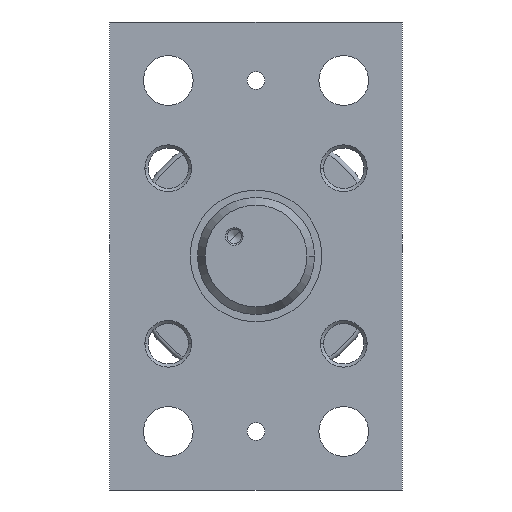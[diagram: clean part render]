
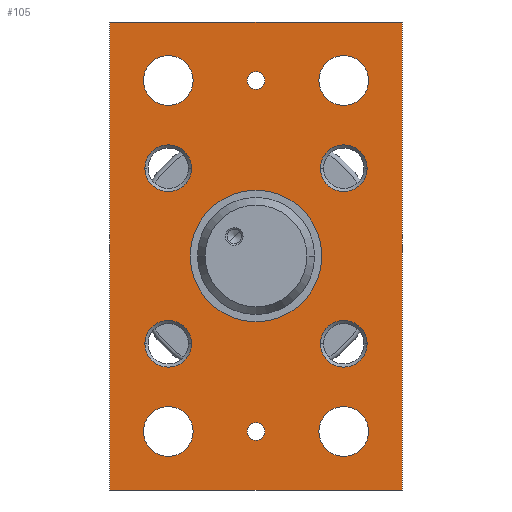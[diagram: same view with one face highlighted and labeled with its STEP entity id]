
A CAD part, left-side view. The second image highlights one B-rep face of the part: STEP entity #105.
In plain terms, the highlighted planar face has unit normal (-1, 0, 0).
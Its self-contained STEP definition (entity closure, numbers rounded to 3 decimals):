
#105=ADVANCED_FACE('',(#270,#271,#272,#273,#274,#275,#276,#277,#278,#279,#280,#281),#282,.F.);
#270=FACE_BOUND('',#485,.T.);
#271=FACE_BOUND('',#486,.T.);
#272=FACE_BOUND('',#487,.T.);
#273=FACE_BOUND('',#488,.T.);
#274=FACE_BOUND('',#489,.T.);
#275=FACE_BOUND('',#490,.T.);
#276=FACE_BOUND('',#491,.T.);
#277=FACE_BOUND('',#492,.T.);
#278=FACE_BOUND('',#493,.T.);
#279=FACE_BOUND('',#494,.T.);
#280=FACE_BOUND('',#495,.T.);
#281=FACE_OUTER_BOUND('',#496,.T.);
#282=PLANE('',#497);
#485=EDGE_LOOP('',(#1010,#1011));
#486=EDGE_LOOP('',(#1012,#1013));
#487=EDGE_LOOP('',(#1014,#1015));
#488=EDGE_LOOP('',(#1016,#1017));
#489=EDGE_LOOP('',(#1018,#1019));
#490=EDGE_LOOP('',(#1020,#1021));
#491=EDGE_LOOP('',(#1022,#1023));
#492=EDGE_LOOP('',(#1024,#1025));
#493=EDGE_LOOP('',(#1026,#1027));
#494=EDGE_LOOP('',(#1028,#1029));
#495=EDGE_LOOP('',(#1030,#1031));
#496=EDGE_LOOP('',(#1032,#1033,#1034,#1035));
#497=AXIS2_PLACEMENT_3D('',#1036,#1037,#1038);
#1010=ORIENTED_EDGE('',*,*,#1396,.T.);
#1011=ORIENTED_EDGE('',*,*,#1444,.T.);
#1012=ORIENTED_EDGE('',*,*,#1385,.T.);
#1013=ORIENTED_EDGE('',*,*,#1446,.T.);
#1014=ORIENTED_EDGE('',*,*,#1374,.T.);
#1015=ORIENTED_EDGE('',*,*,#1448,.T.);
#1016=ORIENTED_EDGE('',*,*,#1363,.T.);
#1017=ORIENTED_EDGE('',*,*,#1450,.T.);
#1018=ORIENTED_EDGE('',*,*,#1452,.T.);
#1019=ORIENTED_EDGE('',*,*,#1356,.T.);
#1020=ORIENTED_EDGE('',*,*,#1453,.T.);
#1021=ORIENTED_EDGE('',*,*,#1352,.T.);
#1022=ORIENTED_EDGE('',*,*,#1454,.T.);
#1023=ORIENTED_EDGE('',*,*,#1348,.T.);
#1024=ORIENTED_EDGE('',*,*,#1455,.T.);
#1025=ORIENTED_EDGE('',*,*,#1344,.T.);
#1026=ORIENTED_EDGE('',*,*,#1456,.T.);
#1027=ORIENTED_EDGE('',*,*,#1340,.T.);
#1028=ORIENTED_EDGE('',*,*,#1457,.T.);
#1029=ORIENTED_EDGE('',*,*,#1336,.T.);
#1030=ORIENTED_EDGE('',*,*,#1427,.T.);
#1031=ORIENTED_EDGE('',*,*,#1404,.T.);
#1032=ORIENTED_EDGE('',*,*,#1458,.T.);
#1033=ORIENTED_EDGE('',*,*,#1459,.T.);
#1034=ORIENTED_EDGE('',*,*,#1460,.T.);
#1035=ORIENTED_EDGE('',*,*,#1461,.T.);
#1036=CARTESIAN_POINT('',(-20.0,0.0,0.0));
#1037=DIRECTION('',(1.0,0.0,0.));
#1038=DIRECTION('',(0.,0.0,-1.0));
#1336=EDGE_CURVE('',#1593,#1597,#1599,.T.);
#1340=EDGE_CURVE('',#1601,#1605,#1607,.T.);
#1344=EDGE_CURVE('',#1609,#1613,#1615,.T.);
#1348=EDGE_CURVE('',#1617,#1621,#1623,.T.);
#1352=EDGE_CURVE('',#1625,#1629,#1631,.T.);
#1356=EDGE_CURVE('',#1633,#1637,#1639,.T.);
#1363=EDGE_CURVE('',#1648,#1650,#1652,.T.);
#1374=EDGE_CURVE('',#1667,#1669,#1671,.T.);
#1385=EDGE_CURVE('',#1686,#1688,#1690,.T.);
#1396=EDGE_CURVE('',#1705,#1707,#1709,.T.);
#1404=EDGE_CURVE('',#1717,#1721,#1723,.T.);
#1427=EDGE_CURVE('',#1721,#1717,#1759,.T.);
#1444=EDGE_CURVE('',#1707,#1705,#1780,.T.);
#1446=EDGE_CURVE('',#1688,#1686,#1782,.T.);
#1448=EDGE_CURVE('',#1669,#1667,#1784,.T.);
#1450=EDGE_CURVE('',#1650,#1648,#1786,.T.);
#1452=EDGE_CURVE('',#1637,#1633,#1788,.T.);
#1453=EDGE_CURVE('',#1629,#1625,#1789,.T.);
#1454=EDGE_CURVE('',#1621,#1617,#1790,.T.);
#1455=EDGE_CURVE('',#1613,#1609,#1791,.T.);
#1456=EDGE_CURVE('',#1605,#1601,#1792,.T.);
#1457=EDGE_CURVE('',#1597,#1593,#1793,.T.);
#1458=EDGE_CURVE('',#1794,#1795,#1796,.T.);
#1459=EDGE_CURVE('',#1795,#1797,#1798,.T.);
#1460=EDGE_CURVE('',#1797,#1799,#1800,.T.);
#1461=EDGE_CURVE('',#1799,#1794,#1801,.T.);
#1593=VERTEX_POINT('',#1969);
#1597=VERTEX_POINT('',#1974);
#1599=CIRCLE('',#1977,8.5);
#1601=VERTEX_POINT('',#1979);
#1605=VERTEX_POINT('',#1984);
#1607=CIRCLE('',#1987,8.5);
#1609=VERTEX_POINT('',#1989);
#1613=VERTEX_POINT('',#1994);
#1615=CIRCLE('',#1997,8.5);
#1617=VERTEX_POINT('',#1999);
#1621=VERTEX_POINT('',#2004);
#1623=CIRCLE('',#2007,8.5);
#1625=VERTEX_POINT('',#2009);
#1629=VERTEX_POINT('',#2014);
#1631=CIRCLE('',#2017,3.0);
#1633=VERTEX_POINT('',#2019);
#1637=VERTEX_POINT('',#2024);
#1639=CIRCLE('',#2027,3.0);
#1648=VERTEX_POINT('',#2038);
#1650=VERTEX_POINT('',#2041);
#1652=CIRCLE('',#2044,8.0);
#1667=VERTEX_POINT('',#2063);
#1669=VERTEX_POINT('',#2066);
#1671=CIRCLE('',#2069,8.0);
#1686=VERTEX_POINT('',#2088);
#1688=VERTEX_POINT('',#2091);
#1690=CIRCLE('',#2094,8.0);
#1705=VERTEX_POINT('',#2113);
#1707=VERTEX_POINT('',#2116);
#1709=CIRCLE('',#2119,8.0);
#1717=VERTEX_POINT('',#2129);
#1721=VERTEX_POINT('',#2134);
#1723=CIRCLE('',#2137,22.5);
#1759=CIRCLE('',#2183,22.5);
#1780=CIRCLE('',#2208,8.0);
#1782=CIRCLE('',#2210,8.0);
#1784=CIRCLE('',#2212,8.0);
#1786=CIRCLE('',#2214,8.0);
#1788=CIRCLE('',#2216,3.0);
#1789=CIRCLE('',#2217,3.0);
#1790=CIRCLE('',#2218,8.5);
#1791=CIRCLE('',#2219,8.5);
#1792=CIRCLE('',#2220,8.5);
#1793=CIRCLE('',#2221,8.5);
#1794=VERTEX_POINT('',#2222);
#1795=VERTEX_POINT('',#2223);
#1796=LINE('',#2224,#2225);
#1797=VERTEX_POINT('',#2226);
#1798=LINE('',#2227,#2228);
#1799=VERTEX_POINT('',#2229);
#1800=LINE('',#2230,#2231);
#1801=LINE('',#2232,#2233);
#1969=CARTESIAN_POINT('',(-20.0,-30.0,51.5));
#1974=CARTESIAN_POINT('',(-20.0,-30.0,68.5));
#1977=AXIS2_PLACEMENT_3D('',#2599,#2600,#2601);
#1979=CARTESIAN_POINT('',(-20.0,30.0,51.5));
#1984=CARTESIAN_POINT('',(-20.0,30.0,68.5));
#1987=AXIS2_PLACEMENT_3D('',#2607,#2608,#2609);
#1989=CARTESIAN_POINT('',(-20.0,-30.0,-68.5));
#1994=CARTESIAN_POINT('',(-20.0,-30.0,-51.5));
#1997=AXIS2_PLACEMENT_3D('',#2615,#2616,#2617);
#1999=CARTESIAN_POINT('',(-20.0,30.0,-68.5));
#2004=CARTESIAN_POINT('',(-20.0,30.0,-51.5));
#2007=AXIS2_PLACEMENT_3D('',#2623,#2624,#2625);
#2009=CARTESIAN_POINT('',(-20.0,0.,57.0));
#2014=CARTESIAN_POINT('',(-20.0,0.,63.0));
#2017=AXIS2_PLACEMENT_3D('',#2631,#2632,#2633);
#2019=CARTESIAN_POINT('',(-20.0,0.,-63.0));
#2024=CARTESIAN_POINT('',(-20.0,0.,-57.0));
#2027=AXIS2_PLACEMENT_3D('',#2639,#2640,#2641);
#2038=CARTESIAN_POINT('',(-20.0,-22.0,30.0));
#2041=CARTESIAN_POINT('',(-20.0,-38.0,30.0));
#2044=AXIS2_PLACEMENT_3D('',#2652,#2653,#2654);
#2063=CARTESIAN_POINT('',(-20.0,38.0,30.0));
#2066=CARTESIAN_POINT('',(-20.0,22.0,30.0));
#2069=AXIS2_PLACEMENT_3D('',#2673,#2674,#2675);
#2088=CARTESIAN_POINT('',(-20.0,-22.0,-30.0));
#2091=CARTESIAN_POINT('',(-20.0,-38.0,-30.0));
#2094=AXIS2_PLACEMENT_3D('',#2694,#2695,#2696);
#2113=CARTESIAN_POINT('',(-20.0,38.0,-30.0));
#2116=CARTESIAN_POINT('',(-20.0,22.0,-30.0));
#2119=AXIS2_PLACEMENT_3D('',#2715,#2716,#2717);
#2129=CARTESIAN_POINT('',(-20.0,0.,-22.5));
#2134=CARTESIAN_POINT('',(-20.0,0.,22.5));
#2137=AXIS2_PLACEMENT_3D('',#2731,#2732,#2733);
#2183=AXIS2_PLACEMENT_3D('',#2780,#2781,#2782);
#2208=AXIS2_PLACEMENT_3D('',#2823,#2824,#2825);
#2210=AXIS2_PLACEMENT_3D('',#2829,#2830,#2831);
#2212=AXIS2_PLACEMENT_3D('',#2835,#2836,#2837);
#2214=AXIS2_PLACEMENT_3D('',#2841,#2842,#2843);
#2216=AXIS2_PLACEMENT_3D('',#2847,#2848,#2849);
#2217=AXIS2_PLACEMENT_3D('',#2850,#2851,#2852);
#2218=AXIS2_PLACEMENT_3D('',#2853,#2854,#2855);
#2219=AXIS2_PLACEMENT_3D('',#2856,#2857,#2858);
#2220=AXIS2_PLACEMENT_3D('',#2859,#2860,#2861);
#2221=AXIS2_PLACEMENT_3D('',#2862,#2863,#2864);
#2222=CARTESIAN_POINT('',(-20.0,50.0,-80.0));
#2223=CARTESIAN_POINT('',(-20.0,-50.0,-80.0));
#2224=CARTESIAN_POINT('',(-20.0,0.0,-80.0));
#2225=VECTOR('',#2865,1.0);
#2226=CARTESIAN_POINT('',(-20.0,-50.0,80.0));
#2227=CARTESIAN_POINT('',(-20.0,-50.0,0.0));
#2228=VECTOR('',#2866,1.0);
#2229=CARTESIAN_POINT('',(-20.0,50.0,80.0));
#2230=CARTESIAN_POINT('',(-20.0,0.0,80.0));
#2231=VECTOR('',#2867,1.0);
#2232=CARTESIAN_POINT('',(-20.0,50.0,0.0));
#2233=VECTOR('',#2868,1.0);
#2599=CARTESIAN_POINT('',(-20.0,-30.0,60.0));
#2600=DIRECTION('',(1.0,0.0,0.));
#2601=DIRECTION('',(0.,0.0,-1.0));
#2607=CARTESIAN_POINT('',(-20.0,30.0,60.0));
#2608=DIRECTION('',(1.0,0.0,0.));
#2609=DIRECTION('',(0.,0.0,-1.0));
#2615=CARTESIAN_POINT('',(-20.0,-30.0,-60.0));
#2616=DIRECTION('',(1.0,0.0,0.));
#2617=DIRECTION('',(0.,0.0,-1.0));
#2623=CARTESIAN_POINT('',(-20.0,30.0,-60.0));
#2624=DIRECTION('',(1.0,0.0,0.));
#2625=DIRECTION('',(0.,0.0,-1.0));
#2631=CARTESIAN_POINT('',(-20.0,0.0,60.0));
#2632=DIRECTION('',(1.0,0.0,0.));
#2633=DIRECTION('',(0.,0.0,-1.0));
#2639=CARTESIAN_POINT('',(-20.0,0.0,-60.0));
#2640=DIRECTION('',(1.0,0.0,0.));
#2641=DIRECTION('',(0.,0.0,-1.0));
#2652=CARTESIAN_POINT('',(-20.0,-30.0,30.0));
#2653=DIRECTION('',(1.0,-0.0,0.));
#2654=DIRECTION('',(0.0,1.0,0.0));
#2673=CARTESIAN_POINT('',(-20.0,30.0,30.0));
#2674=DIRECTION('',(1.0,-0.0,0.));
#2675=DIRECTION('',(0.0,1.0,0.0));
#2694=CARTESIAN_POINT('',(-20.0,-30.0,-30.0));
#2695=DIRECTION('',(1.0,-0.0,0.));
#2696=DIRECTION('',(0.0,1.0,0.0));
#2715=CARTESIAN_POINT('',(-20.0,30.0,-30.0));
#2716=DIRECTION('',(1.0,-0.0,0.));
#2717=DIRECTION('',(0.0,1.0,0.0));
#2731=CARTESIAN_POINT('',(-20.0,0.0,0.0));
#2732=DIRECTION('',(1.0,0.0,0.));
#2733=DIRECTION('',(0.,0.0,-1.0));
#2780=CARTESIAN_POINT('',(-20.0,0.0,0.0));
#2781=DIRECTION('',(1.0,0.0,0.));
#2782=DIRECTION('',(0.,0.0,-1.0));
#2823=CARTESIAN_POINT('',(-20.0,30.0,-30.0));
#2824=DIRECTION('',(1.0,-0.0,0.));
#2825=DIRECTION('',(0.0,1.0,0.0));
#2829=CARTESIAN_POINT('',(-20.0,-30.0,-30.0));
#2830=DIRECTION('',(1.0,-0.0,0.));
#2831=DIRECTION('',(0.0,1.0,0.0));
#2835=CARTESIAN_POINT('',(-20.0,30.0,30.0));
#2836=DIRECTION('',(1.0,-0.0,0.));
#2837=DIRECTION('',(0.0,1.0,0.0));
#2841=CARTESIAN_POINT('',(-20.0,-30.0,30.0));
#2842=DIRECTION('',(1.0,-0.0,0.));
#2843=DIRECTION('',(0.0,1.0,0.0));
#2847=CARTESIAN_POINT('',(-20.0,0.0,-60.0));
#2848=DIRECTION('',(1.0,0.0,0.));
#2849=DIRECTION('',(0.,0.0,-1.0));
#2850=CARTESIAN_POINT('',(-20.0,0.0,60.0));
#2851=DIRECTION('',(1.0,0.0,0.));
#2852=DIRECTION('',(0.,0.0,-1.0));
#2853=CARTESIAN_POINT('',(-20.0,30.0,-60.0));
#2854=DIRECTION('',(1.0,0.0,0.));
#2855=DIRECTION('',(0.,0.0,-1.0));
#2856=CARTESIAN_POINT('',(-20.0,-30.0,-60.0));
#2857=DIRECTION('',(1.0,0.0,0.));
#2858=DIRECTION('',(0.,0.0,-1.0));
#2859=CARTESIAN_POINT('',(-20.0,30.0,60.0));
#2860=DIRECTION('',(1.0,0.0,0.));
#2861=DIRECTION('',(0.,0.0,-1.0));
#2862=CARTESIAN_POINT('',(-20.0,-30.0,60.0));
#2863=DIRECTION('',(1.0,0.0,0.));
#2864=DIRECTION('',(0.,0.0,-1.0));
#2865=DIRECTION('',(0.0,-1.0,0.0));
#2866=DIRECTION('',(0.,0.0,1.0));
#2867=DIRECTION('',(0.0,1.0,0.0));
#2868=DIRECTION('',(0.,0.0,-1.0));
